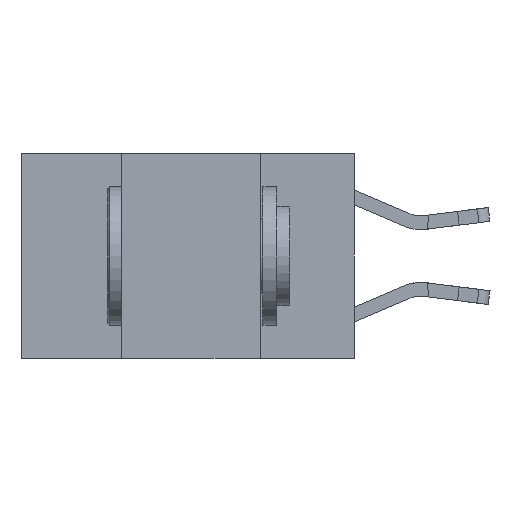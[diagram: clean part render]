
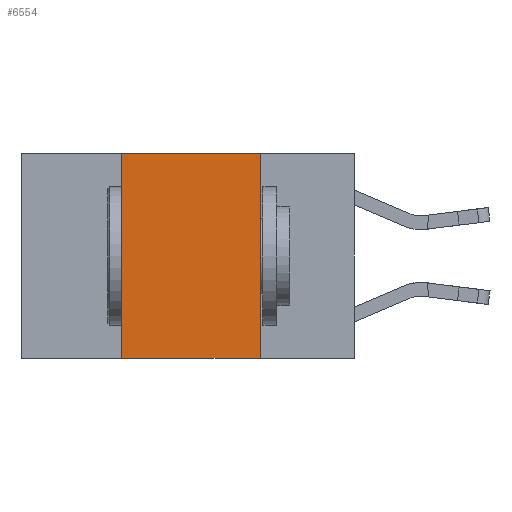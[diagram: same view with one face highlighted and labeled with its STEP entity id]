
A CAD part, left-side view. The second image highlights one B-rep face of the part: STEP entity #6554.
In plain terms, the highlighted planar face has unit normal (-1, 0, 0).
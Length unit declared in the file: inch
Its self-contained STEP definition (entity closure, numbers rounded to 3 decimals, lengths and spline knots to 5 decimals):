
#602 = VERTEX_POINT ( 'NONE', #22098 ) ;
#663 = EDGE_CURVE ( 'NONE', #602, #9946, #2879, .T. ) ;
#1363 = DIRECTION ( 'NONE',  ( 1., 0., 0. ) ) ;
#1632 = VERTEX_POINT ( 'NONE', #9639 ) ;
#2879 = LINE ( 'NONE', #7089, #8257 ) ;
#6166 = EDGE_CURVE ( 'NONE', #18721, #1632, #20529, .T. ) ;
#6554 = ADVANCED_FACE ( 'NONE', ( #17698 ), #25296, .F. ) ;
#6972 = CARTESIAN_POINT ( 'NONE',  ( 0., 0.17, -0.37 ) ) ;
#7089 = CARTESIAN_POINT ( 'NONE',  ( 0., 0.17, 0. ) ) ;
#8257 = VECTOR ( 'NONE', #11509, 39.37008 ) ;
#8326 = DIRECTION ( 'NONE',  ( 0., -1., 0. ) ) ;
#8367 = CARTESIAN_POINT ( 'NONE',  ( 0., 0.42, 0. ) ) ;
#9536 = ORIENTED_EDGE ( 'NONE', *, *, #663, .F. ) ;
#9639 = CARTESIAN_POINT ( 'NONE',  ( 0., 0.42, 0. ) ) ;
#9841 = LINE ( 'NONE', #22342, #15773 ) ;
#9946 = VERTEX_POINT ( 'NONE', #6972 ) ;
#10401 = DIRECTION ( 'NONE',  ( 0., 0., 1. ) ) ;
#10955 = VECTOR ( 'NONE', #25686, 39.37008 ) ;
#11509 = DIRECTION ( 'NONE',  ( 0., 0., -1. ) ) ;
#12003 = EDGE_CURVE ( 'NONE', #18721, #9946, #9841, .T. ) ;
#13432 = CARTESIAN_POINT ( 'NONE',  ( 0., 0.6, 0. ) ) ;
#13740 = CARTESIAN_POINT ( 'NONE',  ( 0., 0.6, 0. ) ) ;
#15006 = LINE ( 'NONE', #13740, #10955 ) ;
#15212 = VECTOR ( 'NONE', #10401, 39.37008 ) ;
#15440 = DIRECTION ( 'NONE',  ( 0., 0., -1. ) ) ;
#15558 = EDGE_CURVE ( 'NONE', #1632, #602, #15006, .T. ) ;
#15773 = VECTOR ( 'NONE', #8326, 39.37008 ) ;
#17698 = FACE_OUTER_BOUND ( 'NONE', #24791, .T. ) ;
#18195 = ORIENTED_EDGE ( 'NONE', *, *, #6166, .F. ) ;
#18721 = VERTEX_POINT ( 'NONE', #24099 ) ;
#18740 = ORIENTED_EDGE ( 'NONE', *, *, #15558, .F. ) ;
#18947 = ORIENTED_EDGE ( 'NONE', *, *, #12003, .T. ) ;
#20459 = AXIS2_PLACEMENT_3D ( 'NONE', #13432, #1363, #15440 ) ;
#20529 = LINE ( 'NONE', #8367, #15212 ) ;
#22098 = CARTESIAN_POINT ( 'NONE',  ( 0., 0.17, 0. ) ) ;
#22342 = CARTESIAN_POINT ( 'NONE',  ( 0., 0.6, -0.37 ) ) ;
#24099 = CARTESIAN_POINT ( 'NONE',  ( 0., 0.42, -0.37 ) ) ;
#24791 = EDGE_LOOP ( 'NONE', ( #9536, #18740, #18195, #18947 ) ) ;
#25296 = PLANE ( 'NONE',  #20459 ) ;
#25686 = DIRECTION ( 'NONE',  ( 0., -1., 0. ) ) ;
